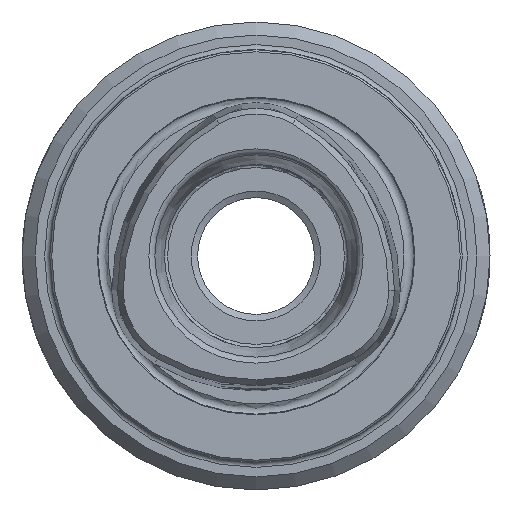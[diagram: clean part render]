
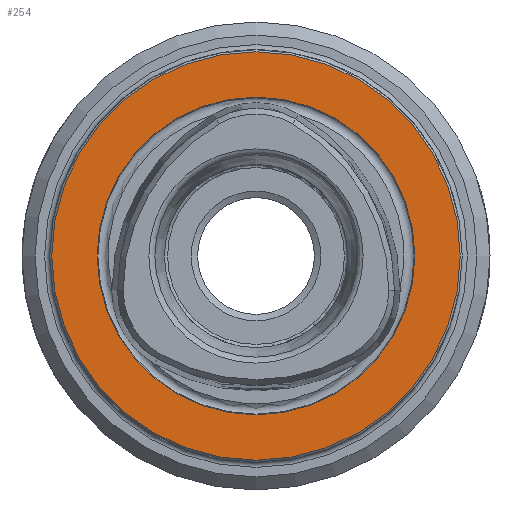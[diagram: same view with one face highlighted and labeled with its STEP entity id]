
A CAD part, left-side view. The second image highlights one B-rep face of the part: STEP entity #254.
In plain terms, the highlighted planar face has unit normal (-1, 0, 0).
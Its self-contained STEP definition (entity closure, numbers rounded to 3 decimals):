
#254 = ADVANCED_FACE( '', ( #584, #585 ), #586, .T. );
#584 = FACE_OUTER_BOUND( '', #981, .T. );
#585 = FACE_BOUND( '', #982, .T. );
#586 = PLANE( '', #983 );
#981 = EDGE_LOOP( '', ( #1664 ) );
#982 = EDGE_LOOP( '', ( #1665 ) );
#983 = AXIS2_PLACEMENT_3D( '', #1666, #1667, #1668 );
#1664 = ORIENTED_EDGE( '', *, *, #2287, .T. );
#1665 = ORIENTED_EDGE( '', *, *, #2291, .F. );
#1666 = CARTESIAN_POINT( '', ( 0., 0., 24.2 ) );
#1667 = DIRECTION( '', ( -1., 0., 0. ) );
#1668 = DIRECTION( '', ( 0., 0., 1. ) );
#2287 = EDGE_CURVE( '', #2754, #2754, #2755, .T. );
#2291 = EDGE_CURVE( '', #2759, #2759, #2760, .T. );
#2754 = VERTEX_POINT( '', #4010 );
#2755 = CIRCLE( '', #4011, 31.2 );
#2759 = VERTEX_POINT( '', #4016 );
#2760 = CIRCLE( '', #4017, 24.264 );
#4010 = CARTESIAN_POINT( '', ( 0., 0., 31.2 ) );
#4011 = AXIS2_PLACEMENT_3D( '', #4666, #4667, #4668 );
#4016 = CARTESIAN_POINT( '', ( 0., 0., 24.264 ) );
#4017 = AXIS2_PLACEMENT_3D( '', #4670, #4671, #4672 );
#4666 = CARTESIAN_POINT( '', ( 0., 0., 0. ) );
#4667 = DIRECTION( '', ( -1., 0., 0. ) );
#4668 = DIRECTION( '', ( 0., 0., 1. ) );
#4670 = CARTESIAN_POINT( '', ( 0., 0., 0. ) );
#4671 = DIRECTION( '', ( -1., 0., 0. ) );
#4672 = DIRECTION( '', ( 0., 0., 1. ) );
